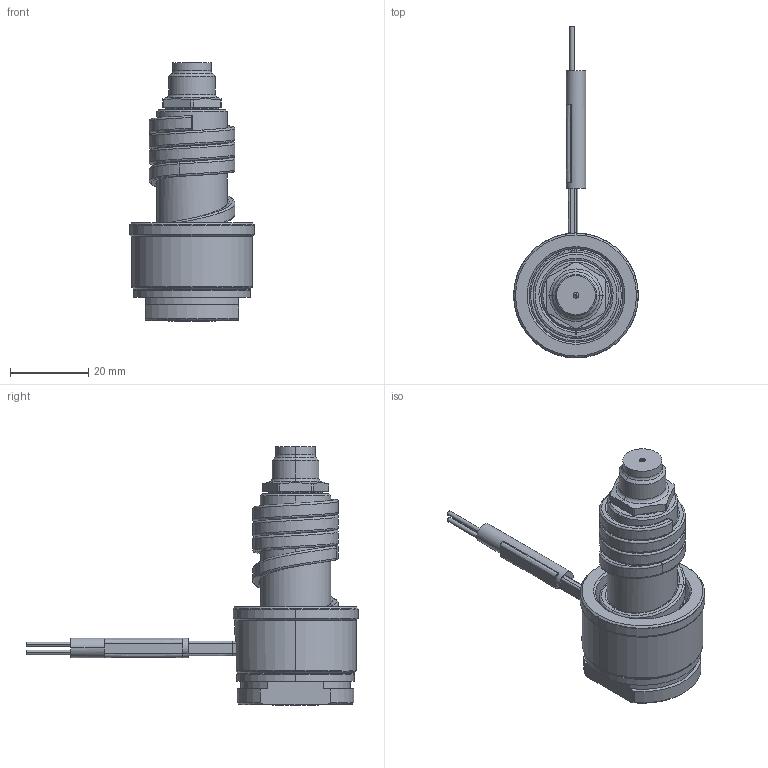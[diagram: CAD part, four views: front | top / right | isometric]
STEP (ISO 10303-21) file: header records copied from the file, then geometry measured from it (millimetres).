
FILE_DESCRIPTION((''),'2;1');
FILE_NAME('SM-66-BEU-N','2014-02-26T',('Íàòàëüÿ'),('IMID'),'PRO/ENGINEER BY PARAMETRIC TECHNOLOGY CORPORATION, 2010180','PRO/ENGINEER BY PARAMETRIC TECHNOLOGY CORPORATION, 2010180','');
FILE_SCHEMA(('CONFIG_CONTROL_DESIGN'));
Length unit declared in the file: millimetre
Products named in the file (1): SM-66-BEU-N
Bounding box: 32 x 85 x 66.2 mm (x, y, z)
Volume: 25558.9 mm3; surface area: 15145 mm2
Topology: 1 solids, 9 shells, 327 faces, 836 edges, 501 vertices
Faces by surface type: cylinder 109, bspline 63, cone 58, plane 51, torus 28, revolution 9, extrusion 7, sphere 2
Entity records: 15989 total; most frequent: CARTESIAN_POINT 8477, ORIENTED_EDGE 1632, DIRECTION 1445, EDGE_CURVE 828, AXIS2_PLACEMENT_3D 579, VERTEX_POINT 501, EDGE_LOOP 349, CIRCLE 330
